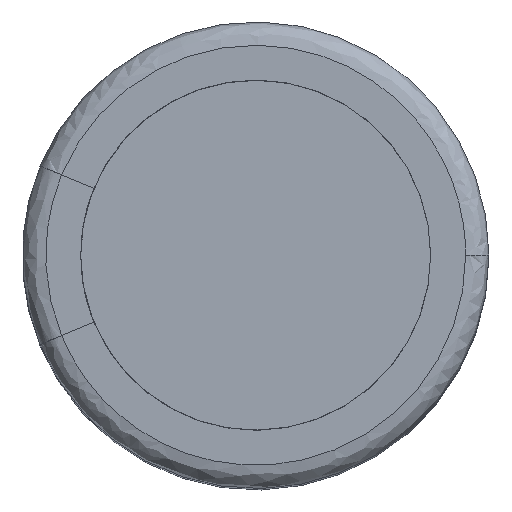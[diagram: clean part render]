
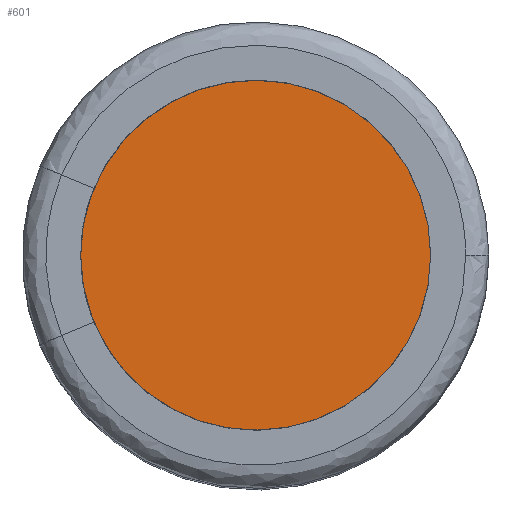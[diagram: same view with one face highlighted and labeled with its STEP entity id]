
A CAD part, top view. The second image highlights one B-rep face of the part: STEP entity #601.
In plain terms, the highlighted planar face has unit normal (0, 0, 1).
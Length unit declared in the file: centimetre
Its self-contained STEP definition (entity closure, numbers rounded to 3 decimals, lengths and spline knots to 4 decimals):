
#93 = DIRECTION ( 'NONE',  ( 0., 0., 1. ) ) ;
#98 = EDGE_CURVE ( 'NONE', #1598, #157, #1486, .T. ) ;
#157 = VERTEX_POINT ( 'NONE', #789 ) ;
#158 = EDGE_CURVE ( 'NONE', #157, #1598, #1954, .T. ) ;
#169 = CARTESIAN_POINT ( 'NONE',  ( 0.675, 0., 3.54 ) ) ;
#253 = CARTESIAN_POINT ( 'NONE',  ( 0., 0., 3.54 ) ) ;
#402 = DIRECTION ( 'NONE',  ( 0., 0., 1. ) ) ;
#508 = FACE_OUTER_BOUND ( 'NONE', #1399, .T. ) ;
#601 = ADVANCED_FACE ( 'NONE', ( #508 ), #939, .T. ) ;
#789 = CARTESIAN_POINT ( 'NONE',  ( -0.675, 0., 3.54 ) ) ;
#861 = ORIENTED_EDGE ( 'NONE', *, *, #98, .T. ) ;
#939 = PLANE ( 'NONE',  #1834 ) ;
#1064 = DIRECTION ( 'NONE',  ( 1., 0., 0. ) ) ;
#1110 = CARTESIAN_POINT ( 'NONE',  ( 0., 0., 3.54 ) ) ;
#1120 = DIRECTION ( 'NONE',  ( 1., 0., 0. ) ) ;
#1153 = AXIS2_PLACEMENT_3D ( 'NONE', #1110, #1922, #1120 ) ;
#1158 = CARTESIAN_POINT ( 'NONE',  ( 0., 0., 3.54 ) ) ;
#1399 = EDGE_LOOP ( 'NONE', ( #861, #1807 ) ) ;
#1486 = CIRCLE ( 'NONE', #2049, 0.675 ) ;
#1504 = DIRECTION ( 'NONE',  ( 1., 0., 0. ) ) ;
#1598 = VERTEX_POINT ( 'NONE', #169 ) ;
#1807 = ORIENTED_EDGE ( 'NONE', *, *, #158, .T. ) ;
#1834 = AXIS2_PLACEMENT_3D ( 'NONE', #1158, #402, #1504 ) ;
#1922 = DIRECTION ( 'NONE',  ( 0., 0., 1. ) ) ;
#1954 = CIRCLE ( 'NONE', #1153, 0.675 ) ;
#2049 = AXIS2_PLACEMENT_3D ( 'NONE', #253, #93, #1064 ) ;
